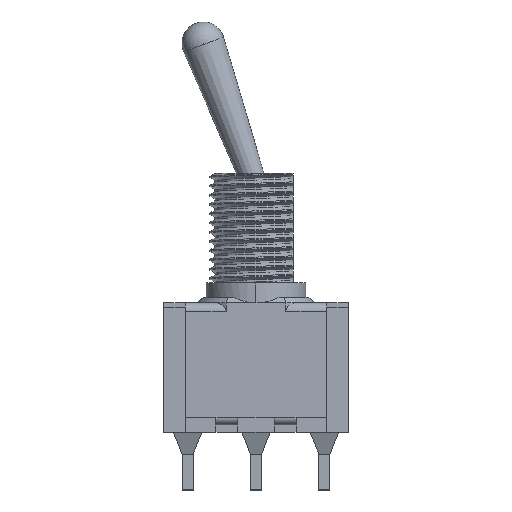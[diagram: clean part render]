
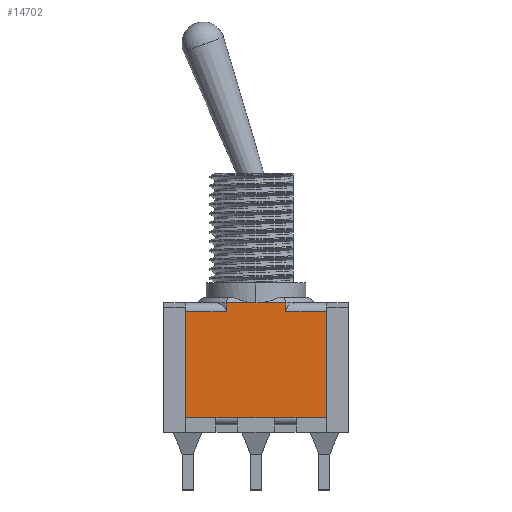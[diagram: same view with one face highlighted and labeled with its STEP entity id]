
A CAD part, top view. The second image highlights one B-rep face of the part: STEP entity #14702.
In plain terms, the highlighted planar face has unit normal (0, 0, 1).
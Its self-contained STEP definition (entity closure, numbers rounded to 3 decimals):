
#18 = ORIENTED_EDGE ( 'NONE', *, *, #16506, .F. ) ;
#388 = VERTEX_POINT ( 'NONE', #19342 ) ;
#696 = LINE ( 'NONE', #17787, #16283 ) ;
#1101 = VECTOR ( 'NONE', #25514, 1000. ) ;
#1154 = DIRECTION ( 'NONE',  ( 0., 0., -1. ) ) ;
#1505 = DIRECTION ( 'NONE',  ( -1., 0., 0. ) ) ;
#1528 = DIRECTION ( 'NONE',  ( 0., -1., 0. ) ) ;
#1632 = CARTESIAN_POINT ( 'NONE',  ( 4.85, 2.5, 3.43 ) ) ;
#1741 = VERTEX_POINT ( 'NONE', #14402 ) ;
#1889 = CARTESIAN_POINT ( 'NONE',  ( 4.85, 2.5, 3.43 ) ) ;
#2876 = LINE ( 'NONE', #9722, #14035 ) ;
#2878 = EDGE_CURVE ( 'NONE', #21270, #15304, #19866, .T. ) ;
#2941 = CARTESIAN_POINT ( 'NONE',  ( 1.25, 2.5, 3.43 ) ) ;
#3051 = EDGE_CURVE ( 'NONE', #19400, #23508, #25869, .T. ) ;
#4164 = EDGE_CURVE ( 'NONE', #1741, #9072, #13473, .T. ) ;
#4214 = CARTESIAN_POINT ( 'NONE',  ( -2.038, 9.79, 3.43 ) ) ;
#4706 = ORIENTED_EDGE ( 'NONE', *, *, #25568, .F. ) ;
#5226 = DIRECTION ( 'NONE',  ( -1., 0., 0. ) ) ;
#5509 = VECTOR ( 'NONE', #23083, 1000. ) ;
#5843 = LINE ( 'NONE', #1889, #19453 ) ;
#6130 = LINE ( 'NONE', #6785, #6778 ) ;
#6164 = ORIENTED_EDGE ( 'NONE', *, *, #19383, .T. ) ;
#6202 = CARTESIAN_POINT ( 'NONE',  ( 4.85, 9.79, 3.43 ) ) ;
#6778 = VECTOR ( 'NONE', #22790, 1000. ) ;
#6785 = CARTESIAN_POINT ( 'NONE',  ( -1.25, 2.5, 3.43 ) ) ;
#7003 = EDGE_CURVE ( 'NONE', #9072, #25855, #696, .T. ) ;
#7461 = EDGE_CURVE ( 'NONE', #18273, #21270, #6130, .T. ) ;
#7753 = ORIENTED_EDGE ( 'NONE', *, *, #7461, .F. ) ;
#8511 = EDGE_CURVE ( 'NONE', #9146, #1741, #2876, .T. ) ;
#8823 = LINE ( 'NONE', #14095, #17720 ) ;
#8878 = CARTESIAN_POINT ( 'NONE',  ( -2.038, 10.39, 3.43 ) ) ;
#9000 = LINE ( 'NONE', #11694, #23241 ) ;
#9072 = VERTEX_POINT ( 'NONE', #8878 ) ;
#9146 = VERTEX_POINT ( 'NONE', #18729 ) ;
#9722 = CARTESIAN_POINT ( 'NONE',  ( 0., 10.39, 3.43 ) ) ;
#9754 = DIRECTION ( 'NONE',  ( -1., 0., 0. ) ) ;
#9891 = DIRECTION ( 'NONE',  ( -1., 0., 0. ) ) ;
#11044 = DIRECTION ( 'NONE',  ( 0., -1., 0. ) ) ;
#11446 = ORIENTED_EDGE ( 'NONE', *, *, #23343, .F. ) ;
#11678 = DIRECTION ( 'NONE',  ( 0., -1., 0. ) ) ;
#11694 = CARTESIAN_POINT ( 'NONE',  ( 2.75, 2.5, 3.43 ) ) ;
#12467 = LINE ( 'NONE', #15122, #5509 ) ;
#12652 = CARTESIAN_POINT ( 'NONE',  ( 2.75, 2.5, 3.43 ) ) ;
#13473 = LINE ( 'NONE', #21348, #24242 ) ;
#13547 = VERTEX_POINT ( 'NONE', #20346 ) ;
#13675 = CARTESIAN_POINT ( 'NONE',  ( 4.85, 2.5, 3.43 ) ) ;
#14035 = VECTOR ( 'NONE', #9891, 1000. ) ;
#14095 = CARTESIAN_POINT ( 'NONE',  ( 4.85, 9.79, 3.43 ) ) ;
#14402 = CARTESIAN_POINT ( 'NONE',  ( 0., 10.39, 3.43 ) ) ;
#14407 = AXIS2_PLACEMENT_3D ( 'NONE', #13675, #1154, #1505 ) ;
#14506 = ORIENTED_EDGE ( 'NONE', *, *, #4164, .T. ) ;
#14572 = VECTOR ( 'NONE', #1528, 1000. ) ;
#14660 = CARTESIAN_POINT ( 'NONE',  ( -2.75, 2.5, 3.43 ) ) ;
#14702 = ADVANCED_FACE ( 'NONE', ( #25352 ), #15543, .F. ) ;
#15122 = CARTESIAN_POINT ( 'NONE',  ( 2.038, 22.283, 3.43 ) ) ;
#15277 = ORIENTED_EDGE ( 'NONE', *, *, #8511, .T. ) ;
#15304 = VERTEX_POINT ( 'NONE', #15393 ) ;
#15393 = CARTESIAN_POINT ( 'NONE',  ( -4.85, 2.5, 3.43 ) ) ;
#15543 = PLANE ( 'NONE',  #14407 ) ;
#16144 = DIRECTION ( 'NONE',  ( -1., 0., 0. ) ) ;
#16283 = VECTOR ( 'NONE', #11678, 1000. ) ;
#16382 = VERTEX_POINT ( 'NONE', #12652 ) ;
#16506 = EDGE_CURVE ( 'NONE', #19400, #388, #24376, .T. ) ;
#17394 = CARTESIAN_POINT ( 'NONE',  ( 4.85, 2.5, 3.43 ) ) ;
#17720 = VECTOR ( 'NONE', #16144, 1000. ) ;
#17787 = CARTESIAN_POINT ( 'NONE',  ( -2.038, 22.283, 3.43 ) ) ;
#18273 = VERTEX_POINT ( 'NONE', #23172 ) ;
#18729 = CARTESIAN_POINT ( 'NONE',  ( 2.038, 10.39, 3.43 ) ) ;
#18832 = ORIENTED_EDGE ( 'NONE', *, *, #7003, .T. ) ;
#19342 = CARTESIAN_POINT ( 'NONE',  ( 4.85, 2.5, 3.43 ) ) ;
#19383 = EDGE_CURVE ( 'NONE', #25855, #13547, #8823, .T. ) ;
#19400 = VERTEX_POINT ( 'NONE', #6202 ) ;
#19453 = VECTOR ( 'NONE', #9754, 1000. ) ;
#19726 = ORIENTED_EDGE ( 'NONE', *, *, #2878, .F. ) ;
#19866 = LINE ( 'NONE', #17394, #1101 ) ;
#20346 = CARTESIAN_POINT ( 'NONE',  ( -4.85, 9.79, 3.43 ) ) ;
#20354 = DIRECTION ( 'NONE',  ( -1., 0., 0. ) ) ;
#20727 = VECTOR ( 'NONE', #11044, 1000. ) ;
#20782 = ORIENTED_EDGE ( 'NONE', *, *, #3051, .T. ) ;
#20849 = CARTESIAN_POINT ( 'NONE',  ( 2.038, 9.79, 3.43 ) ) ;
#21270 = VERTEX_POINT ( 'NONE', #14660 ) ;
#21313 = CARTESIAN_POINT ( 'NONE',  ( -4.85, 2.5, 3.43 ) ) ;
#21348 = CARTESIAN_POINT ( 'NONE',  ( -2.038, 10.39, 3.43 ) ) ;
#22499 = EDGE_CURVE ( 'NONE', #16382, #24013, #9000, .T. ) ;
#22790 = DIRECTION ( 'NONE',  ( -1., 0., 0. ) ) ;
#22896 = VECTOR ( 'NONE', #23805, 1000. ) ;
#23083 = DIRECTION ( 'NONE',  ( 0., -1., 0. ) ) ;
#23172 = CARTESIAN_POINT ( 'NONE',  ( -1.25, 2.5, 3.43 ) ) ;
#23241 = VECTOR ( 'NONE', #20354, 1000. ) ;
#23290 = VECTOR ( 'NONE', #23399, 1000. ) ;
#23343 = EDGE_CURVE ( 'NONE', #388, #16382, #5843, .T. ) ;
#23399 = DIRECTION ( 'NONE',  ( -1., 0., 0. ) ) ;
#23508 = VERTEX_POINT ( 'NONE', #20849 ) ;
#23790 = CARTESIAN_POINT ( 'NONE',  ( 4.85, 2.5, 3.43 ) ) ;
#23805 = DIRECTION ( 'NONE',  ( -1., 0., 0. ) ) ;
#23908 = EDGE_CURVE ( 'NONE', #13547, #15304, #26106, .T. ) ;
#23952 = EDGE_CURVE ( 'NONE', #9146, #23508, #12467, .T. ) ;
#24013 = VERTEX_POINT ( 'NONE', #2941 ) ;
#24242 = VECTOR ( 'NONE', #5226, 1000. ) ;
#24308 = ORIENTED_EDGE ( 'NONE', *, *, #22499, .F. ) ;
#24376 = LINE ( 'NONE', #23790, #14572 ) ;
#25352 = FACE_OUTER_BOUND ( 'NONE', #25889, .T. ) ;
#25426 = CARTESIAN_POINT ( 'NONE',  ( 4.85, 9.79, 3.43 ) ) ;
#25514 = DIRECTION ( 'NONE',  ( -1., 0., 0. ) ) ;
#25568 = EDGE_CURVE ( 'NONE', #24013, #18273, #25740, .T. ) ;
#25740 = LINE ( 'NONE', #1632, #22896 ) ;
#25855 = VERTEX_POINT ( 'NONE', #4214 ) ;
#25869 = LINE ( 'NONE', #25426, #23290 ) ;
#25889 = EDGE_LOOP ( 'NONE', ( #26238, #15277, #14506, #18832, #6164, #26047, #19726, #7753, #4706, #24308, #11446, #18, #20782 ) ) ;
#26047 = ORIENTED_EDGE ( 'NONE', *, *, #23908, .T. ) ;
#26106 = LINE ( 'NONE', #21313, #20727 ) ;
#26238 = ORIENTED_EDGE ( 'NONE', *, *, #23952, .F. ) ;
